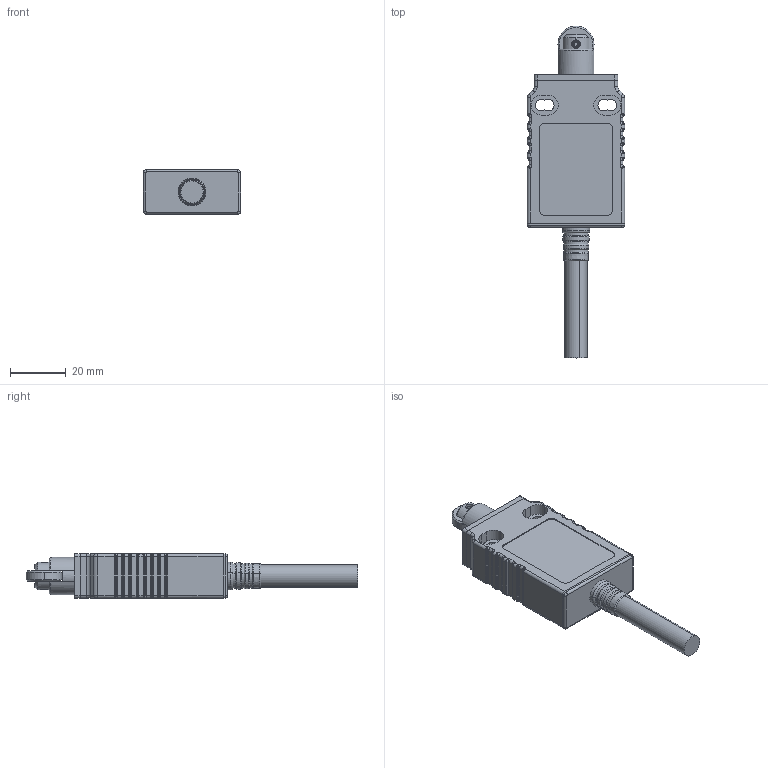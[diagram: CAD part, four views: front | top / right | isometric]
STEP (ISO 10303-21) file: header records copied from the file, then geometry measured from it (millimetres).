
FILE_DESCRIPTION (( 'STEP AP203' ), '1' );
FILE_NAME ('170-LSPM-Roller Plunger-Bottom Cable (STEP format).STEP', '2015-08-03T11:20:58', ( '' ), ( '' ), 'SwSTEP 2.0', 'SolidWorks 2013', '' );
FILE_SCHEMA (( 'CONFIG_CONTROL_DESIGN' ));
Length unit declared in the file: millimetre
Products named in the file (1): 170-LSPM-Roller Plunger-Bottom Cable (STEP format)
Bounding box: 35 x 119.5 x 16 mm (x, y, z)
Volume: 17956.8 mm3; surface area: 19072.5 mm2
Topology: 12 solids, 12 shells, 719 faces, 1707 edges, 989 vertices
Faces by surface type: cylinder 305, plane 249, torus 80, bspline 34, cone 33, sphere 18
Entity records: 20973 total; most frequent: CARTESIAN_POINT 4584, DIRECTION 3580, ORIENTED_EDGE 3310, EDGE_CURVE 1655, AXIS2_PLACEMENT_3D 1347, VERTEX_POINT 989, VECTOR 886, LINE 886
